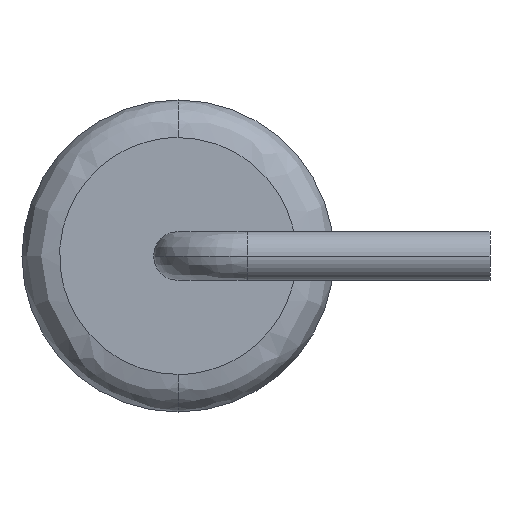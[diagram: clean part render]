
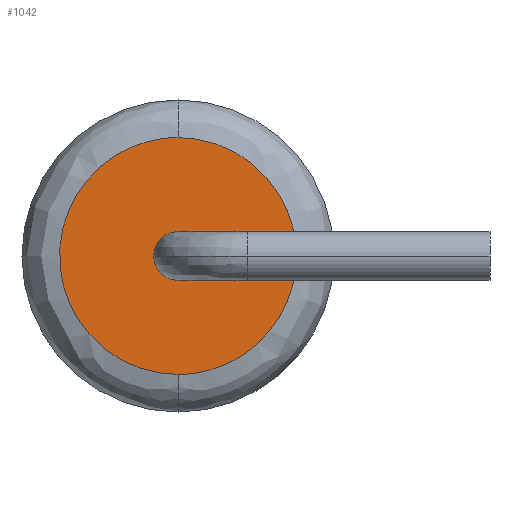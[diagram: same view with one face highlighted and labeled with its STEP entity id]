
A CAD part, left-side view. The second image highlights one B-rep face of the part: STEP entity #1042.
In plain terms, the highlighted planar face has unit normal (-1, 0, 0).
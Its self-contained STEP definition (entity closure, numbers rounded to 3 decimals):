
#564 = CARTESIAN_POINT ( 'NONE',  ( -5.5, 0., -1.707 ) ) ;
#822 =( BOUNDED_CURVE ( )  B_SPLINE_CURVE ( 3, ( #879, #878, #876, #875 ),
 .UNSPECIFIED., .F., .T. ) 
 B_SPLINE_CURVE_WITH_KNOTS ( ( 4, 4 ),
 ( 0., 1. ),
 .UNSPECIFIED. ) 
 CURVE ( )  GEOMETRIC_REPRESENTATION_ITEM ( )  RATIONAL_B_SPLINE_CURVE ( ( 1., 0.333, 0.333, 1. ) ) 
 REPRESENTATION_ITEM ( '' )  );
#832 = CARTESIAN_POINT ( 'NONE',  ( -5.5, 0., 1.707 ) ) ;
#875 = CARTESIAN_POINT ( 'NONE',  ( -5.5, 0., -1.707 ) ) ;
#876 = CARTESIAN_POINT ( 'NONE',  ( -5.5, -3.415, -1.707 ) ) ;
#878 = CARTESIAN_POINT ( 'NONE',  ( -5.5, -3.415, 1.707 ) ) ;
#879 = CARTESIAN_POINT ( 'NONE',  ( -5.5, 0., 1.707 ) ) ;
#1033 = EDGE_LOOP ( 'NONE', ( #1046, #1035 ) ) ;
#1035 = ORIENTED_EDGE ( 'NONE', *, *, #1040, .F. ) ;
#1040 = EDGE_CURVE ( 'NONE', #1069, #1152, #1600, .T. ) ;
#1042 = ADVANCED_FACE ( 'NONE', ( #1627 ), #1572, .F. ) ;
#1046 = ORIENTED_EDGE ( 'NONE', *, *, #1164, .F. ) ;
#1069 = VERTEX_POINT ( 'NONE', #564 ) ;
#1152 = VERTEX_POINT ( 'NONE', #832 ) ;
#1164 = EDGE_CURVE ( 'NONE', #1152, #1069, #822, .T. ) ;
#1540 = CARTESIAN_POINT ( 'NONE',  ( -5.5, 0., 1.707 ) ) ;
#1541 = CARTESIAN_POINT ( 'NONE',  ( -5.5, 3.415, 1.707 ) ) ;
#1542 = CARTESIAN_POINT ( 'NONE',  ( -5.5, 3.415, -1.707 ) ) ;
#1543 = CARTESIAN_POINT ( 'NONE',  ( -5.5, 0., -1.707 ) ) ;
#1572 = PLANE ( 'NONE',  #1629 ) ;
#1600 =( BOUNDED_CURVE ( )  B_SPLINE_CURVE ( 3, ( #1543, #1542, #1541, #1540 ),
 .UNSPECIFIED., .F., .T. ) 
 B_SPLINE_CURVE_WITH_KNOTS ( ( 4, 4 ),
 ( 0., 1. ),
 .UNSPECIFIED. ) 
 CURVE ( )  GEOMETRIC_REPRESENTATION_ITEM ( )  RATIONAL_B_SPLINE_CURVE ( ( 1., 0.333, 0.333, 1. ) ) 
 REPRESENTATION_ITEM ( '' )  );
#1627 = FACE_OUTER_BOUND ( 'NONE', #1033, .T. ) ;
#1629 = AXIS2_PLACEMENT_3D ( 'NONE', #1639, #1638, #1637 ) ;
#1637 = DIRECTION ( 'NONE',  ( 0., 0., -1. ) ) ;
#1638 = DIRECTION ( 'NONE',  ( 1., 0., 0. ) ) ;
#1639 = CARTESIAN_POINT ( 'NONE',  ( -5.5, 1.707, 0. ) ) ;
